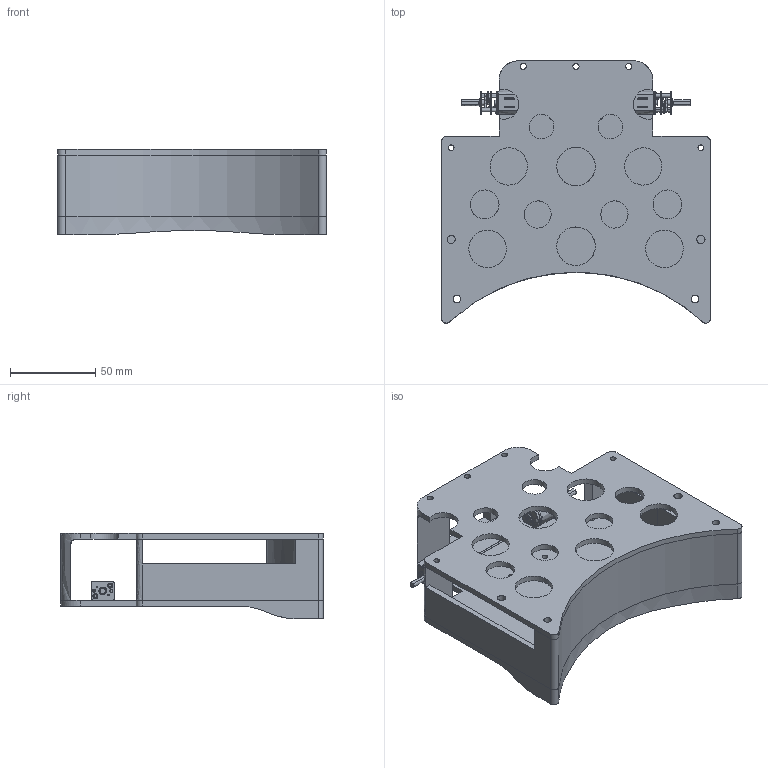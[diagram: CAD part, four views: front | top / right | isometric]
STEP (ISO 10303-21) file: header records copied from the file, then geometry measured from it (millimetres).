
FILE_DESCRIPTION(('FreeCAD Model'),'2;1');
FILE_NAME('Open CASCADE Shape Model','2025-05-02T23:54:35',('FreeCAD'),( 'FreeCAD'),'Open CASCADE STEP processor 7.6','FreeCAD','Unknown');
FILE_SCHEMA(('AUTOMOTIVE_DESIGN { 1 0 10303 214 1 1 1 1 }'));
Products named in the file (1): Open CASCADE STEP translator 7.6 1
Bounding box: 157.52 x 153.6 x 50.07 mm (x, y, z)
Volume: 177926 mm3; surface area: 115156.7 mm2
Topology: 51 solids, 51 shells, 3154 faces, 8842 edges, 5841 vertices
Faces by surface type: bspline 3154
Entity records: 97279 total; most frequent: CARTESIAN_POINT 50895, ORIENTED_EDGE 17684, EDGE_CURVE 8842, VERTEX_POINT 5841, B_SPLINE_CURVE_WITH_KNOTS 3517, FACE_BOUND 3373, EDGE_LOOP 3373, ADVANCED_FACE 3154
